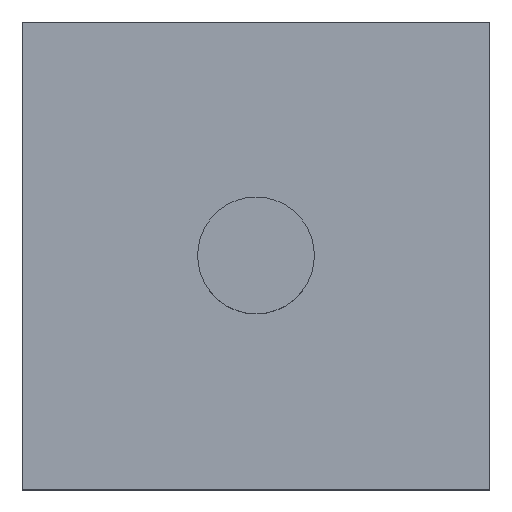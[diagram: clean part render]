
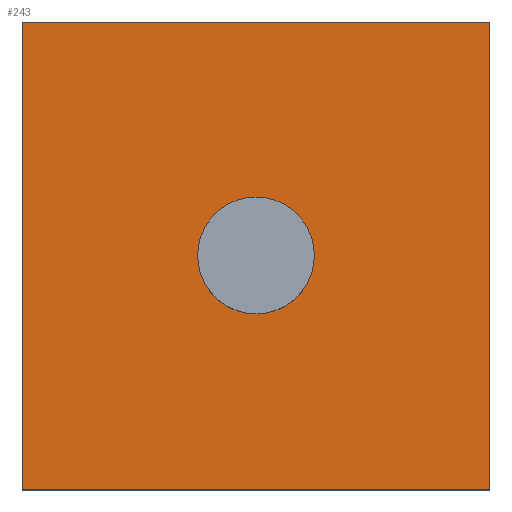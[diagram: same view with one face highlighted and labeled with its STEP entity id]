
A CAD part, top view. The second image highlights one B-rep face of the part: STEP entity #243.
In plain terms, the highlighted planar face has unit normal (0, 0, 1).
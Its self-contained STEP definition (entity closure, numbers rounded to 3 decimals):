
#16=FACE_BOUND('',#52,.T.);
#19=CIRCLE('',#268,12.5);
#35=FACE_OUTER_BOUND('',#51,.T.);
#51=EDGE_LOOP('',(#198,#199,#200,#201));
#52=EDGE_LOOP('',(#202));
#77=LINE('',#400,#103);
#78=LINE('',#403,#104);
#79=LINE('',#405,#105);
#80=LINE('',#406,#106);
#103=VECTOR('',#332,10.);
#104=VECTOR('',#335,10.);
#105=VECTOR('',#336,10.);
#106=VECTOR('',#337,10.);
#118=VERTEX_POINT('',#375);
#125=VERTEX_POINT('',#396);
#126=VERTEX_POINT('',#398);
#127=VERTEX_POINT('',#402);
#128=VERTEX_POINT('',#404);
#143=EDGE_CURVE('',#118,#118,#19,.T.);
#153=EDGE_CURVE('',#125,#126,#77,.T.);
#154=EDGE_CURVE('',#127,#125,#78,.T.);
#155=EDGE_CURVE('',#128,#126,#79,.T.);
#156=EDGE_CURVE('',#127,#128,#80,.T.);
#198=ORIENTED_EDGE('',*,*,#154,.T.);
#199=ORIENTED_EDGE('',*,*,#153,.T.);
#200=ORIENTED_EDGE('',*,*,#155,.F.);
#201=ORIENTED_EDGE('',*,*,#156,.F.);
#202=ORIENTED_EDGE('',*,*,#143,.T.);
#228=PLANE('',#276);
#243=ADVANCED_FACE('',(#35,#16),#228,.T.);
#268=AXIS2_PLACEMENT_3D('',#377,#309,#310);
#276=AXIS2_PLACEMENT_3D('',#401,#333,#334);
#309=DIRECTION('center_axis',(0.,0.,-1.));
#310=DIRECTION('ref_axis',(1.,0.,0.));
#332=DIRECTION('',(0.,1.,0.));
#333=DIRECTION('center_axis',(0.,0.,1.));
#334=DIRECTION('ref_axis',(1.,0.,0.));
#335=DIRECTION('',(1.,0.,0.));
#336=DIRECTION('',(1.,0.,0.));
#337=DIRECTION('',(0.,1.,0.));
#375=CARTESIAN_POINT('',(-12.5,50.,50.));
#377=CARTESIAN_POINT('Origin',(0.,50.,50.));
#396=CARTESIAN_POINT('',(50.,0.,50.));
#398=CARTESIAN_POINT('',(50.,100.,50.));
#400=CARTESIAN_POINT('',(50.,0.,50.));
#401=CARTESIAN_POINT('Origin',(-50.,0.,50.));
#402=CARTESIAN_POINT('',(-50.,0.,50.));
#403=CARTESIAN_POINT('',(-50.,0.,50.));
#404=CARTESIAN_POINT('',(-50.,100.,50.));
#405=CARTESIAN_POINT('',(-50.,100.,50.));
#406=CARTESIAN_POINT('',(-50.,0.,50.));
